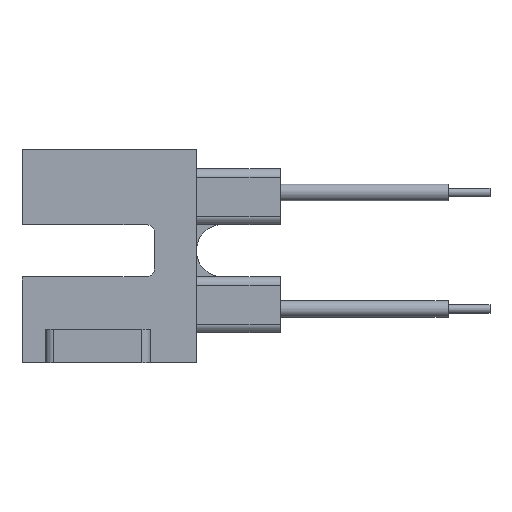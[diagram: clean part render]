
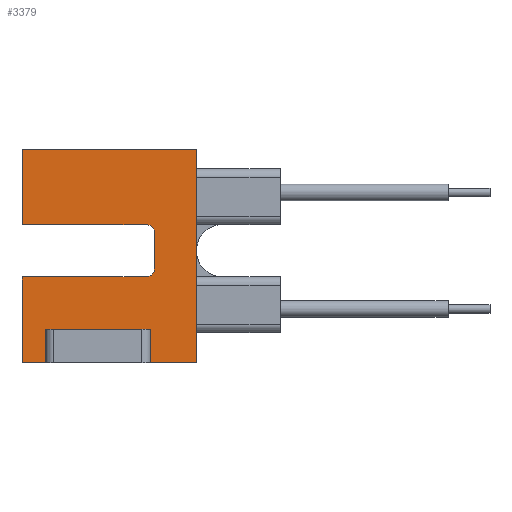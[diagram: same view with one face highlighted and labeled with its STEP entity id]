
A CAD part, left-side view. The second image highlights one B-rep face of the part: STEP entity #3379.
In plain terms, the highlighted planar face has unit normal (-1, 0, 0).
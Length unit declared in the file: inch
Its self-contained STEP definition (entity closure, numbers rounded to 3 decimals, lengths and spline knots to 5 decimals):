
#7 = LINE ( 'NONE', #3503, #682 ) ;
#92 = ORIENTED_EDGE ( 'NONE', *, *, #1403, .T. ) ;
#149 = EDGE_CURVE ( 'NONE', #6204, #6569, #7, .T. ) ;
#193 = VECTOR ( 'NONE', #1943, 39.37008 ) ;
#202 = LINE ( 'NONE', #4205, #2331 ) ;
#269 = CARTESIAN_POINT ( 'NONE',  ( -0.125, 0., 0. ) ) ;
#291 = VECTOR ( 'NONE', #4032, 39.37008 ) ;
#344 = CARTESIAN_POINT ( 'NONE',  ( -0.125, 0.305, 0.33 ) ) ;
#468 = VERTEX_POINT ( 'NONE', #2052 ) ;
#472 = EDGE_CURVE ( 'NONE', #1033, #5371, #202, .T. ) ;
#485 = ORIENTED_EDGE ( 'NONE', *, *, #823, .T. ) ;
#504 = CARTESIAN_POINT ( 'NONE',  ( -0.125, 0.25, 0. ) ) ;
#514 = CARTESIAN_POINT ( 'NONE',  ( -0.125, -0.11, 0. ) ) ;
#531 = ORIENTED_EDGE ( 'NONE', *, *, #6329, .F. ) ;
#682 = VECTOR ( 'NONE', #6068, 39.37008 ) ;
#685 = VECTOR ( 'NONE', #3030, 39.37008 ) ;
#686 = DIRECTION ( 'NONE',  ( -1., 0., 0. ) ) ;
#742 = VECTOR ( 'NONE', #5193, 39.37008 ) ;
#823 = EDGE_CURVE ( 'NONE', #2066, #2815, #4630, .T. ) ;
#902 = CARTESIAN_POINT ( 'NONE',  ( -0.125, 0.305, 0.51 ) ) ;
#905 = CARTESIAN_POINT ( 'NONE',  ( -0.125, 0.305, 0.51 ) ) ;
#997 = CARTESIAN_POINT ( 'NONE',  ( -0.125, -0.11, 0.51 ) ) ;
#1033 = VERTEX_POINT ( 'NONE', #997 ) ;
#1038 = VECTOR ( 'NONE', #5196, 39.37008 ) ;
#1073 = DIRECTION ( 'NONE',  ( 0., 1., 0. ) ) ;
#1173 = DIRECTION ( 'NONE',  ( 0., 0., 1. ) ) ;
#1313 = EDGE_CURVE ( 'NONE', #5718, #1696, #6540, .T. ) ;
#1339 = PLANE ( 'NONE',  #4590 ) ;
#1364 = DIRECTION ( 'NONE',  ( -1., 0., 0. ) ) ;
#1394 = ORIENTED_EDGE ( 'NONE', *, *, #2010, .F. ) ;
#1403 = EDGE_CURVE ( 'NONE', #6204, #1797, #5826, .T. ) ;
#1425 = ORIENTED_EDGE ( 'NONE', *, *, #5274, .F. ) ;
#1426 = VERTEX_POINT ( 'NONE', #2100 ) ;
#1640 = DIRECTION ( 'NONE',  ( 0., 1., 0. ) ) ;
#1696 = VERTEX_POINT ( 'NONE', #1745 ) ;
#1697 = DIRECTION ( 'NONE',  ( 0., 0., -1. ) ) ;
#1745 = CARTESIAN_POINT ( 'NONE',  ( -0.125, 0., 0.08 ) ) ;
#1788 = CARTESIAN_POINT ( 'NONE',  ( -0.125, 0.305, 0.33 ) ) ;
#1797 = VERTEX_POINT ( 'NONE', #2832 ) ;
#1847 = VECTOR ( 'NONE', #4937, 39.37008 ) ;
#1922 = CARTESIAN_POINT ( 'NONE',  ( -0.125, 0.305, 0.51 ) ) ;
#1943 = DIRECTION ( 'NONE',  ( 0., 0., -1. ) ) ;
#2010 = EDGE_CURVE ( 'NONE', #468, #2815, #4267, .T. ) ;
#2052 = CARTESIAN_POINT ( 'NONE',  ( -0.125, 0.01, 0.33 ) ) ;
#2066 = VERTEX_POINT ( 'NONE', #3708 ) ;
#2078 = CARTESIAN_POINT ( 'NONE',  ( -0.125, 0.01, 0.205 ) ) ;
#2100 = CARTESIAN_POINT ( 'NONE',  ( -0.125, -0.01, 0.31 ) ) ;
#2115 = ORIENTED_EDGE ( 'NONE', *, *, #149, .F. ) ;
#2149 = CARTESIAN_POINT ( 'NONE',  ( -0.125, 0.305, 0.205 ) ) ;
#2216 = CARTESIAN_POINT ( 'NONE',  ( -0.125, 0.25, 0.08 ) ) ;
#2284 = VECTOR ( 'NONE', #1697, 39.37008 ) ;
#2310 = CARTESIAN_POINT ( 'NONE',  ( -0.125, 0.305, 0. ) ) ;
#2331 = VECTOR ( 'NONE', #3196, 39.37008 ) ;
#2615 = CARTESIAN_POINT ( 'NONE',  ( -0.125, -0.01, 0.225 ) ) ;
#2709 = CIRCLE ( 'NONE', #4574, 0.02 ) ;
#2811 = ORIENTED_EDGE ( 'NONE', *, *, #6399, .F. ) ;
#2815 = VERTEX_POINT ( 'NONE', #1788 ) ;
#2832 = CARTESIAN_POINT ( 'NONE',  ( -0.125, 0.305, 0. ) ) ;
#3001 = EDGE_CURVE ( 'NONE', #3935, #1797, #4397, .T. ) ;
#3030 = DIRECTION ( 'NONE',  ( 0., 0., 1. ) ) ;
#3052 = DIRECTION ( 'NONE',  ( 0., -1., 0. ) ) ;
#3196 = DIRECTION ( 'NONE',  ( 0., 0., -1. ) ) ;
#3256 = VERTEX_POINT ( 'NONE', #269 ) ;
#3335 = ORIENTED_EDGE ( 'NONE', *, *, #6359, .F. ) ;
#3379 = ADVANCED_FACE ( 'NONE', ( #5401 ), #1339, .T. ) ;
#3503 = CARTESIAN_POINT ( 'NONE',  ( -0.125, 0.305, 0.205 ) ) ;
#3613 = CARTESIAN_POINT ( 'NONE',  ( -0.125, 0.305, 0. ) ) ;
#3630 = VECTOR ( 'NONE', #1640, 39.37008 ) ;
#3693 = ORIENTED_EDGE ( 'NONE', *, *, #5663, .F. ) ;
#3708 = CARTESIAN_POINT ( 'NONE',  ( -0.125, 0.305, 0.51 ) ) ;
#3785 = LINE ( 'NONE', #5929, #3630 ) ;
#3829 = ORIENTED_EDGE ( 'NONE', *, *, #4795, .T. ) ;
#3871 = ORIENTED_EDGE ( 'NONE', *, *, #472, .F. ) ;
#3878 = CARTESIAN_POINT ( 'NONE',  ( -0.125, 0.25, 0.08 ) ) ;
#3935 = VERTEX_POINT ( 'NONE', #504 ) ;
#4032 = DIRECTION ( 'NONE',  ( 0., 0., -1. ) ) ;
#4087 = CARTESIAN_POINT ( 'NONE',  ( -0.125, 0., 0.08 ) ) ;
#4205 = CARTESIAN_POINT ( 'NONE',  ( -0.125, -0.11, 0.51 ) ) ;
#4267 = LINE ( 'NONE', #344, #1038 ) ;
#4397 = LINE ( 'NONE', #3613, #742 ) ;
#4489 = CARTESIAN_POINT ( 'NONE',  ( -0.125, -0.01, 0.225 ) ) ;
#4501 = CARTESIAN_POINT ( 'NONE',  ( -0.125, 0.01, 0.31 ) ) ;
#4517 = LINE ( 'NONE', #4489, #685 ) ;
#4550 = VECTOR ( 'NONE', #3052, 39.37008 ) ;
#4574 = AXIS2_PLACEMENT_3D ( 'NONE', #6937, #6886, #1073 ) ;
#4588 = LINE ( 'NONE', #2216, #2284 ) ;
#4590 = AXIS2_PLACEMENT_3D ( 'NONE', #905, #1364, #5696 ) ;
#4630 = LINE ( 'NONE', #1922, #193 ) ;
#4795 = EDGE_CURVE ( 'NONE', #1033, #2066, #3785, .T. ) ;
#4875 = CARTESIAN_POINT ( 'NONE',  ( -0.125, 0., 0.08 ) ) ;
#4937 = DIRECTION ( 'NONE',  ( 0., 1., 0. ) ) ;
#5022 = DIRECTION ( 'NONE',  ( 0., -1., 0. ) ) ;
#5102 = EDGE_CURVE ( 'NONE', #5207, #1426, #4517, .T. ) ;
#5193 = DIRECTION ( 'NONE',  ( 0., 1., 0. ) ) ;
#5196 = DIRECTION ( 'NONE',  ( 0., 1., 0. ) ) ;
#5207 = VERTEX_POINT ( 'NONE', #2615 ) ;
#5274 = EDGE_CURVE ( 'NONE', #6569, #5207, #2709, .T. ) ;
#5371 = VERTEX_POINT ( 'NONE', #514 ) ;
#5396 = CIRCLE ( 'NONE', #6734, 0.02 ) ;
#5401 = FACE_OUTER_BOUND ( 'NONE', #6947, .T. ) ;
#5658 = ORIENTED_EDGE ( 'NONE', *, *, #3001, .F. ) ;
#5663 = EDGE_CURVE ( 'NONE', #1426, #468, #5396, .T. ) ;
#5696 = DIRECTION ( 'NONE',  ( 0., -1., 0. ) ) ;
#5718 = VERTEX_POINT ( 'NONE', #3878 ) ;
#5826 = LINE ( 'NONE', #902, #291 ) ;
#5929 = CARTESIAN_POINT ( 'NONE',  ( -0.125, 0.305, 0.51 ) ) ;
#5931 = VECTOR ( 'NONE', #1173, 39.37008 ) ;
#6009 = LINE ( 'NONE', #2310, #1847 ) ;
#6068 = DIRECTION ( 'NONE',  ( 0., -1., 0. ) ) ;
#6204 = VERTEX_POINT ( 'NONE', #2149 ) ;
#6329 = EDGE_CURVE ( 'NONE', #5718, #3935, #4588, .T. ) ;
#6359 = EDGE_CURVE ( 'NONE', #3256, #1696, #6676, .T. ) ;
#6399 = EDGE_CURVE ( 'NONE', #5371, #3256, #6009, .T. ) ;
#6447 = ORIENTED_EDGE ( 'NONE', *, *, #5102, .F. ) ;
#6529 = ORIENTED_EDGE ( 'NONE', *, *, #1313, .T. ) ;
#6540 = LINE ( 'NONE', #4087, #4550 ) ;
#6569 = VERTEX_POINT ( 'NONE', #2078 ) ;
#6676 = LINE ( 'NONE', #4875, #5931 ) ;
#6734 = AXIS2_PLACEMENT_3D ( 'NONE', #4501, #686, #5022 ) ;
#6886 = DIRECTION ( 'NONE',  ( -1., 0., 0. ) ) ;
#6937 = CARTESIAN_POINT ( 'NONE',  ( -0.125, 0.01, 0.225 ) ) ;
#6947 = EDGE_LOOP ( 'NONE', ( #2115, #92, #5658, #531, #6529, #3335, #2811, #3871, #3829, #485, #1394, #3693, #6447, #1425 ) ) ;
